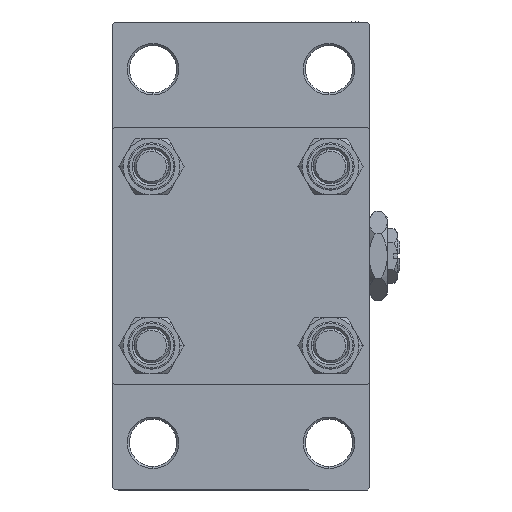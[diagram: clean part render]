
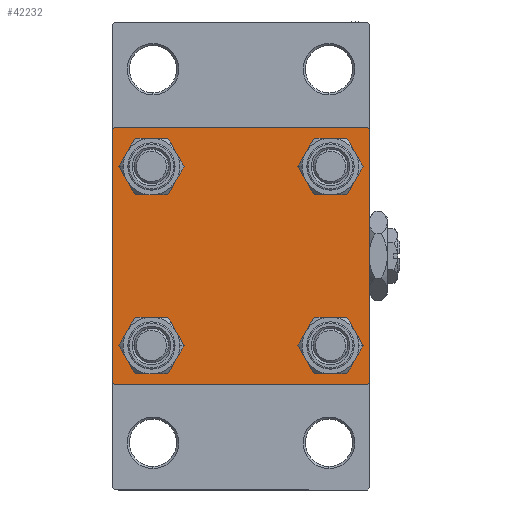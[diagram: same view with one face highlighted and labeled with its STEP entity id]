
A CAD part, left-side view. The second image highlights one B-rep face of the part: STEP entity #42232.
In plain terms, the highlighted planar face has unit normal (-1, 0, 0).
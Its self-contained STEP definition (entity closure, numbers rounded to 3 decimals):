
#331 = AXIS2_PLACEMENT_3D ( 'NONE', #29328, #1139, #48849 ) ;
#514 = AXIS2_PLACEMENT_3D ( 'NONE', #27680, #23459, #19768 ) ;
#889 = CARTESIAN_POINT ( 'NONE',  ( 0., 20.85, 20.85 ) ) ;
#1139 = DIRECTION ( 'NONE',  ( 1., 0., 0. ) ) ;
#1520 = ORIENTED_EDGE ( 'NONE', *, *, #3414, .T. ) ;
#1762 = FACE_BOUND ( 'NONE', #40645, .T. ) ;
#2014 = VECTOR ( 'NONE', #12257, 1000. ) ;
#2020 = EDGE_CURVE ( 'NONE', #51105, #29706, #33728, .T. ) ;
#2365 = ORIENTED_EDGE ( 'NONE', *, *, #39050, .T. ) ;
#2683 = VECTOR ( 'NONE', #31117, 1000. ) ;
#2916 = LINE ( 'NONE', #22935, #2683 ) ;
#2945 = EDGE_LOOP ( 'NONE', ( #20749, #1520, #43731, #19133, #33370, #2365, #7878, #23422 ) ) ;
#3414 = EDGE_CURVE ( 'NONE', #32758, #47185, #2916, .T. ) ;
#4896 = CARTESIAN_POINT ( 'NONE',  ( 0., -20.85, -20.85 ) ) ;
#4961 = DIRECTION ( 'NONE',  ( 1., 0., 0. ) ) ;
#5609 = LINE ( 'NONE', #21677, #28830 ) ;
#7015 = ORIENTED_EDGE ( 'NONE', *, *, #12854, .T. ) ;
#7878 = ORIENTED_EDGE ( 'NONE', *, *, #52138, .F. ) ;
#8287 = VERTEX_POINT ( 'NONE', #20399 ) ;
#8545 = DIRECTION ( 'NONE',  ( 1., 0., 0. ) ) ;
#9455 = CARTESIAN_POINT ( 'NONE',  ( 0., -20.85, -20.85 ) ) ;
#9500 = CARTESIAN_POINT ( 'NONE',  ( 0., 30., 29.5 ) ) ;
#9660 = DIRECTION ( 'NONE',  ( -1., 0., 0. ) ) ;
#10311 = AXIS2_PLACEMENT_3D ( 'NONE', #889, #33311, #12752 ) ;
#10365 = CIRCLE ( 'NONE', #29691, 4.5 ) ;
#11002 = AXIS2_PLACEMENT_3D ( 'NONE', #4896, #36553, #20459 ) ;
#11770 = ORIENTED_EDGE ( 'NONE', *, *, #46620, .T. ) ;
#11917 = EDGE_CURVE ( 'NONE', #13437, #15592, #20333, .T. ) ;
#12257 = DIRECTION ( 'NONE',  ( 0., 0., -1. ) ) ;
#12622 = CARTESIAN_POINT ( 'NONE',  ( 0., 20.85, 20.85 ) ) ;
#12752 = DIRECTION ( 'NONE',  ( 0., 0., 1. ) ) ;
#12776 = AXIS2_PLACEMENT_3D ( 'NONE', #29359, #8545, #48622 ) ;
#12854 = EDGE_CURVE ( 'NONE', #16285, #39179, #30458, .T. ) ;
#13437 = VERTEX_POINT ( 'NONE', #19787 ) ;
#13648 = DIRECTION ( 'NONE',  ( 0., 0., 1. ) ) ;
#13681 = DIRECTION ( 'NONE',  ( 1., 0., 0. ) ) ;
#13873 = VERTEX_POINT ( 'NONE', #23938 ) ;
#14141 = FACE_BOUND ( 'NONE', #28612, .T. ) ;
#14683 = CARTESIAN_POINT ( 'NONE',  ( 0., 20.85, -16.35 ) ) ;
#14722 = CIRCLE ( 'NONE', #16421, 4.5 ) ;
#15592 = VERTEX_POINT ( 'NONE', #42831 ) ;
#16037 = VERTEX_POINT ( 'NONE', #9500 ) ;
#16285 = VERTEX_POINT ( 'NONE', #27679 ) ;
#16421 = AXIS2_PLACEMENT_3D ( 'NONE', #12622, #4961, #13648 ) ;
#16706 = EDGE_CURVE ( 'NONE', #16037, #32758, #49135, .T. ) ;
#16743 = LINE ( 'NONE', #20951, #51850 ) ;
#17238 = EDGE_CURVE ( 'NONE', #15592, #13437, #18836, .T. ) ;
#17377 = CARTESIAN_POINT ( 'NONE',  ( 0., -30., -29.5 ) ) ;
#17768 = LINE ( 'NONE', #45707, #36749 ) ;
#17850 = DIRECTION ( 'NONE',  ( 0., 0., 1. ) ) ;
#18640 = ORIENTED_EDGE ( 'NONE', *, *, #22896, .T. ) ;
#18836 = CIRCLE ( 'NONE', #331, 4.5 ) ;
#19133 = ORIENTED_EDGE ( 'NONE', *, *, #21366, .T. ) ;
#19768 = DIRECTION ( 'NONE',  ( 0., 0., 1. ) ) ;
#19787 = CARTESIAN_POINT ( 'NONE',  ( 0., -20.85, 25.35 ) ) ;
#20333 = CIRCLE ( 'NONE', #12776, 4.5 ) ;
#20399 = CARTESIAN_POINT ( 'NONE',  ( 0., 20.85, 25.35 ) ) ;
#20459 = DIRECTION ( 'NONE',  ( 0., 0., 1. ) ) ;
#20493 = VERTEX_POINT ( 'NONE', #21200 ) ;
#20749 = ORIENTED_EDGE ( 'NONE', *, *, #16706, .T. ) ;
#20951 = CARTESIAN_POINT ( 'NONE',  ( 0., -29.75, -29.75 ) ) ;
#21007 = CARTESIAN_POINT ( 'NONE',  ( 0., 0., 0. ) ) ;
#21200 = CARTESIAN_POINT ( 'NONE',  ( 0., -30., 29.5 ) ) ;
#21366 = EDGE_CURVE ( 'NONE', #50468, #26910, #16743, .T. ) ;
#21677 = CARTESIAN_POINT ( 'NONE',  ( 0., 29.75, 29.75 ) ) ;
#22451 = EDGE_LOOP ( 'NONE', ( #24110, #7015 ) ) ;
#22562 = ORIENTED_EDGE ( 'NONE', *, *, #11917, .T. ) ;
#22675 = EDGE_LOOP ( 'NONE', ( #25239, #18640 ) ) ;
#22896 = EDGE_CURVE ( 'NONE', #42941, #8287, #14722, .T. ) ;
#22935 = CARTESIAN_POINT ( 'NONE',  ( 0., 29.75, -29.75 ) ) ;
#23060 = CARTESIAN_POINT ( 'NONE',  ( 0., 29.5, 30. ) ) ;
#23422 = ORIENTED_EDGE ( 'NONE', *, *, #44914, .T. ) ;
#23459 = DIRECTION ( 'NONE',  ( 1., 0., 0. ) ) ;
#23938 = CARTESIAN_POINT ( 'NONE',  ( 0., -29.5, 30. ) ) ;
#24110 = ORIENTED_EDGE ( 'NONE', *, *, #24965, .T. ) ;
#24965 = EDGE_CURVE ( 'NONE', #39179, #16285, #43443, .T. ) ;
#25239 = ORIENTED_EDGE ( 'NONE', *, *, #48597, .T. ) ;
#25322 = EDGE_CURVE ( 'NONE', #47185, #50468, #17768, .T. ) ;
#25415 = CARTESIAN_POINT ( 'NONE',  ( 0., 20.85, 16.35 ) ) ;
#25487 = FACE_BOUND ( 'NONE', #22675, .T. ) ;
#25507 = DIRECTION ( 'NONE',  ( 0., 0.707, 0.707 ) ) ;
#25589 = VECTOR ( 'NONE', #41117, 1000. ) ;
#26631 = CARTESIAN_POINT ( 'NONE',  ( 0., 30., -29.5 ) ) ;
#26708 = CARTESIAN_POINT ( 'NONE',  ( 0., -29.5, -30. ) ) ;
#26778 = EDGE_CURVE ( 'NONE', #20493, #26910, #27945, .T. ) ;
#26910 = VERTEX_POINT ( 'NONE', #17377 ) ;
#27679 = CARTESIAN_POINT ( 'NONE',  ( 0., 20.85, -25.35 ) ) ;
#27680 = CARTESIAN_POINT ( 'NONE',  ( 0., 20.85, -20.85 ) ) ;
#27945 = LINE ( 'NONE', #28972, #44381 ) ;
#28612 = EDGE_LOOP ( 'NONE', ( #11770, #33085 ) ) ;
#28613 = VECTOR ( 'NONE', #25507, 1000. ) ;
#28830 = VECTOR ( 'NONE', #37767, 1000. ) ;
#28972 = CARTESIAN_POINT ( 'NONE',  ( 0., -30., 30. ) ) ;
#29328 = CARTESIAN_POINT ( 'NONE',  ( 0., -20.85, 20.85 ) ) ;
#29359 = CARTESIAN_POINT ( 'NONE',  ( 0., -20.85, 20.85 ) ) ;
#29691 = AXIS2_PLACEMENT_3D ( 'NONE', #9455, #13681, #34248 ) ;
#29706 = VERTEX_POINT ( 'NONE', #38571 ) ;
#29777 = LINE ( 'NONE', #32703, #25589 ) ;
#29884 = DIRECTION ( 'NONE',  ( 0., -1., 0. ) ) ;
#30223 = PLANE ( 'NONE',  #48929 ) ;
#30458 = CIRCLE ( 'NONE', #49834, 4.5 ) ;
#31117 = DIRECTION ( 'NONE',  ( 0., -0.707, -0.707 ) ) ;
#32237 = CARTESIAN_POINT ( 'NONE',  ( 0., 29.5, -30. ) ) ;
#32361 = VERTEX_POINT ( 'NONE', #23060 ) ;
#32703 = CARTESIAN_POINT ( 'NONE',  ( 0., 30., 30. ) ) ;
#32758 = VERTEX_POINT ( 'NONE', #26631 ) ;
#32903 = LINE ( 'NONE', #37641, #28613 ) ;
#33085 = ORIENTED_EDGE ( 'NONE', *, *, #2020, .T. ) ;
#33311 = DIRECTION ( 'NONE',  ( 1., 0., 0. ) ) ;
#33370 = ORIENTED_EDGE ( 'NONE', *, *, #26778, .F. ) ;
#33728 = CIRCLE ( 'NONE', #11002, 4.5 ) ;
#34248 = DIRECTION ( 'NONE',  ( 0., 0., 1. ) ) ;
#34493 = CARTESIAN_POINT ( 'NONE',  ( 0., 20.85, -20.85 ) ) ;
#34708 = CIRCLE ( 'NONE', #10311, 4.5 ) ;
#36052 = ORIENTED_EDGE ( 'NONE', *, *, #17238, .T. ) ;
#36553 = DIRECTION ( 'NONE',  ( 1., 0., 0. ) ) ;
#36749 = VECTOR ( 'NONE', #29884, 1000. ) ;
#37641 = CARTESIAN_POINT ( 'NONE',  ( 0., -29.75, 29.75 ) ) ;
#37767 = DIRECTION ( 'NONE',  ( 0., 0.707, -0.707 ) ) ;
#38571 = CARTESIAN_POINT ( 'NONE',  ( 0., -20.85, -16.35 ) ) ;
#38969 = CARTESIAN_POINT ( 'NONE',  ( 0., -20.85, -25.35 ) ) ;
#39050 = EDGE_CURVE ( 'NONE', #20493, #13873, #32903, .T. ) ;
#39179 = VERTEX_POINT ( 'NONE', #14683 ) ;
#39228 = DIRECTION ( 'NONE',  ( 0., 0., 1. ) ) ;
#40645 = EDGE_LOOP ( 'NONE', ( #22562, #36052 ) ) ;
#41117 = DIRECTION ( 'NONE',  ( 0., -1., 0. ) ) ;
#42232 = ADVANCED_FACE ( 'NONE', ( #1762, #14141, #45522, #25487, #45790 ), #30223, .T. ) ;
#42831 = CARTESIAN_POINT ( 'NONE',  ( 0., -20.85, 16.35 ) ) ;
#42941 = VERTEX_POINT ( 'NONE', #25415 ) ;
#43443 = CIRCLE ( 'NONE', #514, 4.5 ) ;
#43731 = ORIENTED_EDGE ( 'NONE', *, *, #25322, .T. ) ;
#43887 = CARTESIAN_POINT ( 'NONE',  ( 0., 30., 30. ) ) ;
#44381 = VECTOR ( 'NONE', #48246, 1000. ) ;
#44914 = EDGE_CURVE ( 'NONE', #32361, #16037, #5609, .T. ) ;
#45522 = FACE_BOUND ( 'NONE', #22451, .T. ) ;
#45707 = CARTESIAN_POINT ( 'NONE',  ( 0., 30., -30. ) ) ;
#45790 = FACE_OUTER_BOUND ( 'NONE', #2945, .T. ) ;
#46620 = EDGE_CURVE ( 'NONE', #29706, #51105, #10365, .T. ) ;
#47185 = VERTEX_POINT ( 'NONE', #32237 ) ;
#48246 = DIRECTION ( 'NONE',  ( 0., 0., -1. ) ) ;
#48597 = EDGE_CURVE ( 'NONE', #8287, #42941, #34708, .T. ) ;
#48622 = DIRECTION ( 'NONE',  ( 0., 0., 1. ) ) ;
#48644 = DIRECTION ( 'NONE',  ( 0., -0.707, 0.707 ) ) ;
#48849 = DIRECTION ( 'NONE',  ( 0., 0., 1. ) ) ;
#48929 = AXIS2_PLACEMENT_3D ( 'NONE', #21007, #9660, #17850 ) ;
#49135 = LINE ( 'NONE', #43887, #2014 ) ;
#49834 = AXIS2_PLACEMENT_3D ( 'NONE', #34493, #50566, #39228 ) ;
#50468 = VERTEX_POINT ( 'NONE', #26708 ) ;
#50566 = DIRECTION ( 'NONE',  ( 1., 0., 0. ) ) ;
#51105 = VERTEX_POINT ( 'NONE', #38969 ) ;
#51850 = VECTOR ( 'NONE', #48644, 1000. ) ;
#52138 = EDGE_CURVE ( 'NONE', #32361, #13873, #29777, .T. ) ;
